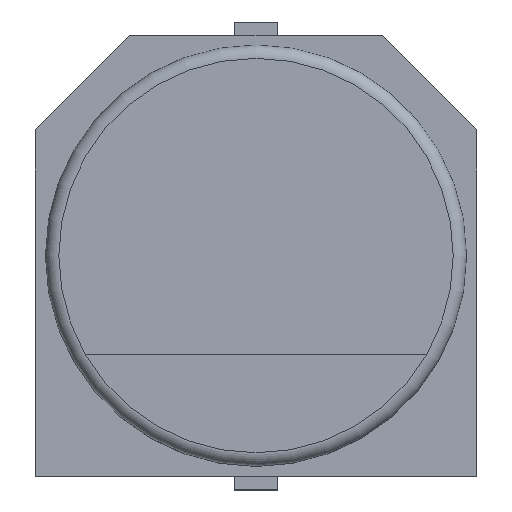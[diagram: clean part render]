
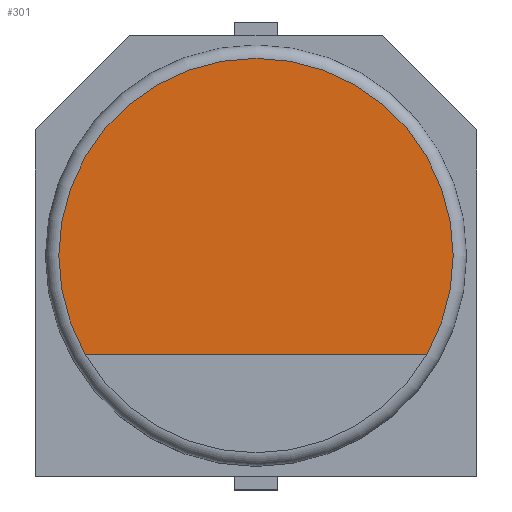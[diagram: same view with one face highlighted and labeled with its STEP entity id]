
A CAD part, top view. The second image highlights one B-rep face of the part: STEP entity #301.
In plain terms, the highlighted planar face has unit normal (0, 0, 1).
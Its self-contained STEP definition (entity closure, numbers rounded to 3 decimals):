
#94 = TOROIDAL_SURFACE('',#95,2.95,0.2);
#95 = AXIS2_PLACEMENT_3D('',#96,#97,#98);
#96 = CARTESIAN_POINT('',(0.,0.,3.06));
#97 = DIRECTION('',(0.,0.,1.));
#98 = DIRECTION('',(-1.,0.,0.));
#165 = VERTEX_POINT('',#166);
#166 = CARTESIAN_POINT('',(-2.95,0.,3.26));
#186 = EDGE_CURVE('',#187,#165,#189,.T.);
#187 = VERTEX_POINT('',#188);
#188 = CARTESIAN_POINT('',(2.555,-1.475,3.26));
#189 = SURFACE_CURVE('',#190,(#195,#202),.PCURVE_S1.);
#190 = CIRCLE('',#191,2.95);
#191 = AXIS2_PLACEMENT_3D('',#192,#193,#194);
#192 = CARTESIAN_POINT('',(0.,0.,3.26)
  );
#193 = DIRECTION('',(0.,0.,1.));
#194 = DIRECTION('',(-1.,0.,0.));
#195 = PCURVE('',#94,#196);
#196 = DEFINITIONAL_REPRESENTATION('',(#197),#201);
#197 = LINE('',#198,#199);
#198 = CARTESIAN_POINT('',(0.,1.571));
#199 = VECTOR('',#200,1.);
#200 = DIRECTION('',(1.,0.));
#201 = ( GEOMETRIC_REPRESENTATION_CONTEXT(2) 
PARAMETRIC_REPRESENTATION_CONTEXT() REPRESENTATION_CONTEXT('2D SPACE',''
  ) );
#202 = PCURVE('',#203,#208);
#203 = PLANE('',#204);
#204 = AXIS2_PLACEMENT_3D('',#205,#206,#207);
#205 = CARTESIAN_POINT('',(0.,0.,3.26));
#206 = DIRECTION('',(0.,0.,1.));
#207 = DIRECTION('',(-1.,0.,0.));
#208 = DEFINITIONAL_REPRESENTATION('',(#209),#213);
#209 = CIRCLE('',#210,2.95);
#210 = AXIS2_PLACEMENT_2D('',#211,#212);
#211 = CARTESIAN_POINT('',(0.,0.));
#212 = DIRECTION('',(1.,0.));
#213 = ( GEOMETRIC_REPRESENTATION_CONTEXT(2) 
PARAMETRIC_REPRESENTATION_CONTEXT() REPRESENTATION_CONTEXT('2D SPACE',''
  ) );
#216 = VERTEX_POINT('',#217);
#217 = CARTESIAN_POINT('',(-2.555,-1.475,3.26));
#244 = EDGE_CURVE('',#165,#216,#245,.T.);
#245 = SURFACE_CURVE('',#246,(#251,#258),.PCURVE_S1.);
#246 = CIRCLE('',#247,2.95);
#247 = AXIS2_PLACEMENT_3D('',#248,#249,#250);
#248 = CARTESIAN_POINT('',(0.,0.,3.26)
  );
#249 = DIRECTION('',(0.,0.,1.));
#250 = DIRECTION('',(-1.,0.,0.));
#251 = PCURVE('',#94,#252);
#252 = DEFINITIONAL_REPRESENTATION('',(#253),#257);
#253 = LINE('',#254,#255);
#254 = CARTESIAN_POINT('',(0.,1.571));
#255 = VECTOR('',#256,1.);
#256 = DIRECTION('',(1.,0.));
#257 = ( GEOMETRIC_REPRESENTATION_CONTEXT(2) 
PARAMETRIC_REPRESENTATION_CONTEXT() REPRESENTATION_CONTEXT('2D SPACE',''
  ) );
#258 = PCURVE('',#203,#259);
#259 = DEFINITIONAL_REPRESENTATION('',(#260),#264);
#260 = CIRCLE('',#261,2.95);
#261 = AXIS2_PLACEMENT_2D('',#262,#263);
#262 = CARTESIAN_POINT('',(0.,0.));
#263 = DIRECTION('',(1.,0.));
#264 = ( GEOMETRIC_REPRESENTATION_CONTEXT(2) 
PARAMETRIC_REPRESENTATION_CONTEXT() REPRESENTATION_CONTEXT('2D SPACE',''
  ) );
#301 = ADVANCED_FACE('',(#302),#203,.T.);
#302 = FACE_BOUND('',#303,.T.);
#303 = EDGE_LOOP('',(#304,#305,#306));
#304 = ORIENTED_EDGE('',*,*,#186,.T.);
#305 = ORIENTED_EDGE('',*,*,#244,.T.);
#306 = ORIENTED_EDGE('',*,*,#307,.T.);
#307 = EDGE_CURVE('',#216,#187,#308,.T.);
#308 = SURFACE_CURVE('',#309,(#313,#320),.PCURVE_S1.);
#309 = LINE('',#310,#311);
#310 = CARTESIAN_POINT('',(-2.555,-1.475,3.26));
#311 = VECTOR('',#312,1.);
#312 = DIRECTION('',(1.,0.,0.));
#313 = PCURVE('',#203,#314);
#314 = DEFINITIONAL_REPRESENTATION('',(#315),#319);
#315 = LINE('',#316,#317);
#316 = CARTESIAN_POINT('',(2.555,1.475));
#317 = VECTOR('',#318,1.);
#318 = DIRECTION('',(-1.,0.));
#319 = ( GEOMETRIC_REPRESENTATION_CONTEXT(2) 
PARAMETRIC_REPRESENTATION_CONTEXT() REPRESENTATION_CONTEXT('2D SPACE',''
  ) );
#320 = PCURVE('',#321,#326);
#321 = PLANE('',#322);
#322 = AXIS2_PLACEMENT_3D('',#323,#324,#325);
#323 = CARTESIAN_POINT('',(-2.555,-1.475,3.26));
#324 = DIRECTION('',(0.,-1.,0.));
#325 = DIRECTION('',(1.,0.,0.));
#326 = DEFINITIONAL_REPRESENTATION('',(#327),#331);
#327 = LINE('',#328,#329);
#328 = CARTESIAN_POINT('',(0.,0.));
#329 = VECTOR('',#330,1.);
#330 = DIRECTION('',(1.,0.));
#331 = ( GEOMETRIC_REPRESENTATION_CONTEXT(2) 
PARAMETRIC_REPRESENTATION_CONTEXT() REPRESENTATION_CONTEXT('2D SPACE',''
  ) );
